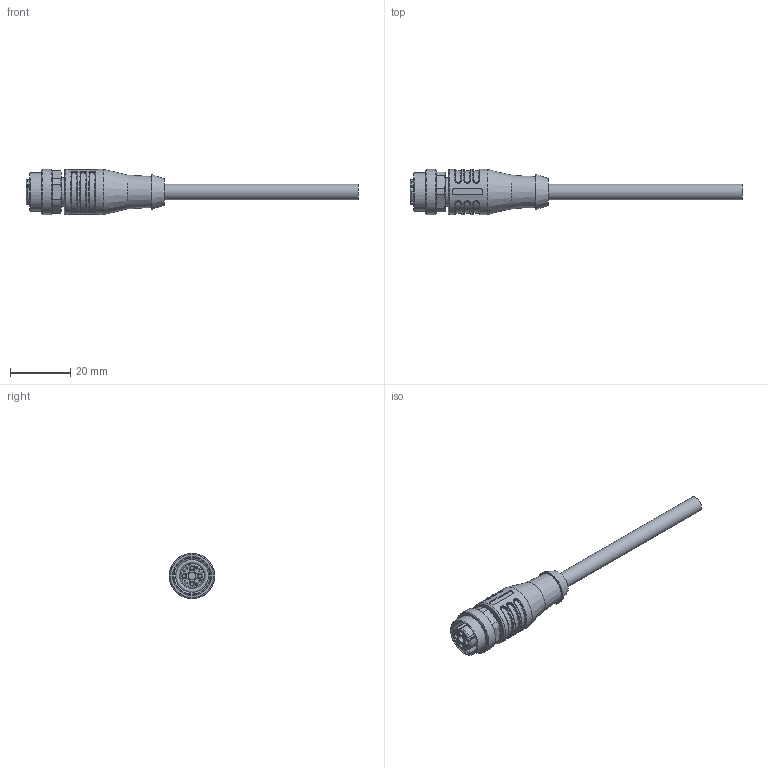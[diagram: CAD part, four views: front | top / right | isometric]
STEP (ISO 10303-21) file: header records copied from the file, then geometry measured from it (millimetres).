
FILE_DESCRIPTION(/* description */ (''),/* implementation_level */ '2;1');
FILE_NAME(/* name */ 'RA-WAKSY4.stp',/* time_stamp */ '2016-09-09T15:34:41+02:00',/* author */ (''),/* organization */ (''),/* preprocessor_version */ 'ST-DEVELOPER v16',/* originating_system */ 'SIEMENS PLM Software NX 10.0',/* authorisation */ '');
FILE_SCHEMA (('AUTOMOTIVE_DESIGN { 1 0 10303 214 3 1 1 1 }'));
Length unit declared in the file: millimetre
Products named in the file (1): RA-WAKSY4
Bounding box: 109.9 x 15 x 15 mm (x, y, z)
Volume: 7010.5 mm3; surface area: 3983.7 mm2
Topology: 1 solids, 1 shells, 272 faces, 674 edges, 431 vertices
Faces by surface type: plane 96, cylinder 74, bspline 54, extrusion 25, cone 18, torus 5
Full cylindrical faces by diameter (mm): 1.15 x4, 5.2 x1, 9.3 x1, 10.95 x1, 12.3 x1, 12.8 x1, 15 x2
Entity records: 9253 total; most frequent: CARTESIAN_POINT 3823, ORIENTED_EDGE 1256, DIRECTION 892, EDGE_CURVE 628, VERTEX_POINT 413, AXIS2_PLACEMENT_3D 331, EDGE_LOOP 327, ADVANCED_FACE 272
